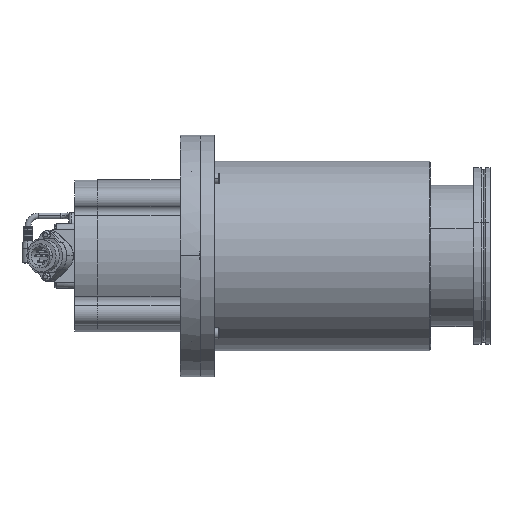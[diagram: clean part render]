
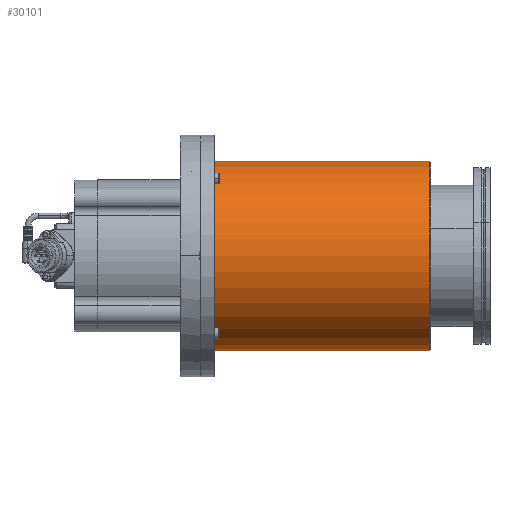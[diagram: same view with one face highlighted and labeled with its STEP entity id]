
A CAD part, top view. The second image highlights one B-rep face of the part: STEP entity #30101.
In plain terms, the highlighted cylindrical face has radius 69.85 mm (diameter 139.7 mm), a partial arc.
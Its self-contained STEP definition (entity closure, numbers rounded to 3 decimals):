
#420 = ORIENTED_EDGE ( 'NONE', *, *, #96205, .T. ) ;
#551 = AXIS2_PLACEMENT_3D ( 'NONE', #44827, #125736, #56234 ) ;
#3100 = LINE ( 'NONE', #128054, #106534 ) ;
#10841 = CYLINDRICAL_SURFACE ( 'NONE', #551, 69.85 ) ;
#12543 = ORIENTED_EDGE ( 'NONE', *, *, #47821, .F. ) ;
#30101 = ADVANCED_FACE ( 'NONE', ( #73696 ), #10841, .T. ) ;
#30160 = CIRCLE ( 'NONE', #76815, 69.85 ) ;
#35008 = VERTEX_POINT ( 'NONE', #36979 ) ;
#36362 = VERTEX_POINT ( 'NONE', #121556 ) ;
#36979 = CARTESIAN_POINT ( 'NONE',  ( 168.5, 69.85, 0. ) ) ;
#42914 = EDGE_CURVE ( 'NONE', #35008, #68296, #75948, .T. ) ;
#44827 = CARTESIAN_POINT ( 'NONE',  ( 8., 0., 0. ) ) ;
#46951 = DIRECTION ( 'NONE',  ( -1., 0., 0. ) ) ;
#47821 = EDGE_CURVE ( 'NONE', #36362, #57617, #3100, .T. ) ;
#49177 = VECTOR ( 'NONE', #46951, 1000. ) ;
#55635 = ORIENTED_EDGE ( 'NONE', *, *, #129751, .F. ) ;
#56234 = DIRECTION ( 'NONE',  ( 0., -1., 0. ) ) ;
#56402 = DIRECTION ( 'NONE',  ( -1., 0., 0. ) ) ;
#57617 = VERTEX_POINT ( 'NONE', #128971 ) ;
#57813 = DIRECTION ( 'NONE',  ( -1., 0., 0. ) ) ;
#63699 = CIRCLE ( 'NONE', #102252, 69.85 ) ;
#68296 = VERTEX_POINT ( 'NONE', #77381 ) ;
#73696 = FACE_OUTER_BOUND ( 'NONE', #78919, .T. ) ;
#75948 = LINE ( 'NONE', #76842, #49177 ) ;
#76815 = AXIS2_PLACEMENT_3D ( 'NONE', #117685, #57813, #127749 ) ;
#76842 = CARTESIAN_POINT ( 'NONE',  ( 8., 69.85, 0. ) ) ;
#77381 = CARTESIAN_POINT ( 'NONE',  ( 8., 69.85, 0. ) ) ;
#78919 = EDGE_LOOP ( 'NONE', ( #420, #121630, #55635, #12543 ) ) ;
#96205 = EDGE_CURVE ( 'NONE', #36362, #35008, #63699, .T. ) ;
#98280 = DIRECTION ( 'NONE',  ( -1., 0., 0. ) ) ;
#102252 = AXIS2_PLACEMENT_3D ( 'NONE', #116268, #56402, #126334 ) ;
#106534 = VECTOR ( 'NONE', #98280, 1000. ) ;
#116268 = CARTESIAN_POINT ( 'NONE',  ( 168.5, 0., 0. ) ) ;
#117685 = CARTESIAN_POINT ( 'NONE',  ( 8., 0., 0. ) ) ;
#121556 = CARTESIAN_POINT ( 'NONE',  ( 168.5, -69.85, 0. ) ) ;
#121630 = ORIENTED_EDGE ( 'NONE', *, *, #42914, .T. ) ;
#125736 = DIRECTION ( 'NONE',  ( -1., 0., 0. ) ) ;
#126334 = DIRECTION ( 'NONE',  ( 0., -1., 0. ) ) ;
#127749 = DIRECTION ( 'NONE',  ( 0., -1., 0. ) ) ;
#128054 = CARTESIAN_POINT ( 'NONE',  ( 8., -69.85, 0. ) ) ;
#128971 = CARTESIAN_POINT ( 'NONE',  ( 8., -69.85, 0. ) ) ;
#129751 = EDGE_CURVE ( 'NONE', #57617, #68296, #30160, .T. ) ;
